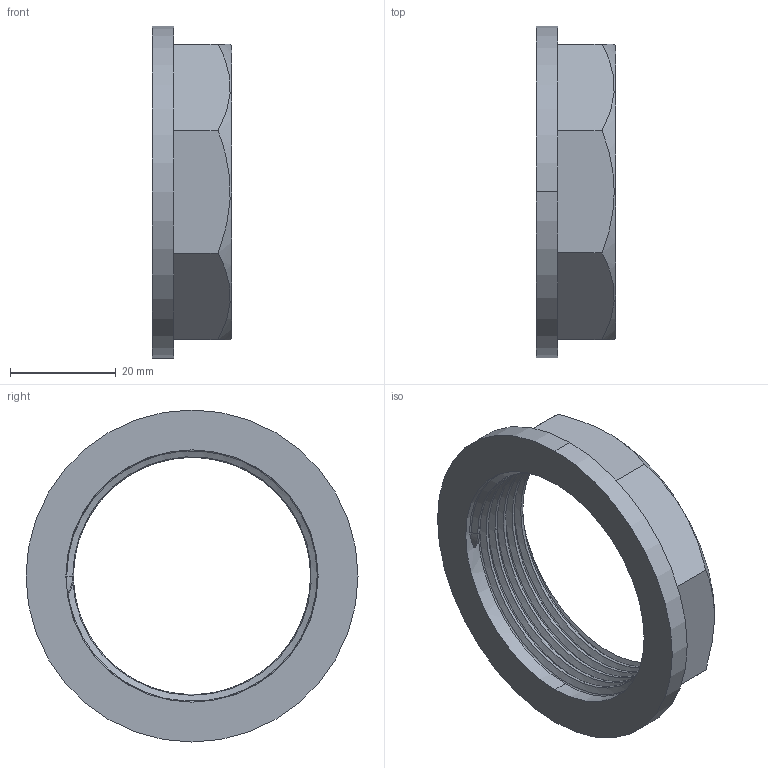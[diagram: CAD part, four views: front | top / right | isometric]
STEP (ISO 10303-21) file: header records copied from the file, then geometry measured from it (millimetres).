
FILE_DESCRIPTION (( 'STEP AP203' ), '1' );
FILE_NAME ('00190_1111.STEP', '2017-05-15T13:59:08', ( '' ), ( '' ), 'SwSTEP 2.0', 'SolidWorks 2011', '' );
FILE_SCHEMA (( 'CONFIG_CONTROL_DESIGN' ));
Length unit declared in the file: millimetre
Products named in the file (1): 00190_1111
Bounding box: 15 x 62.9 x 62.9 mm (x, y, z)
Volume: 15354.9 mm3; surface area: 8975 mm2
Topology: 1 solids, 1 shells, 37 faces, 98 edges, 64 vertices
Faces by surface type: cylinder 14, plane 11, bspline 5, cone 4, torus 3
Entity records: 4144 total; most frequent: CARTESIAN_POINT 3271, ORIENTED_EDGE 196, DIRECTION 132, EDGE_CURVE 98, VERTEX_POINT 64, AXIS2_PLACEMENT_3D 49, EDGE_LOOP 40, FACE_OUTER_BOUND 37
